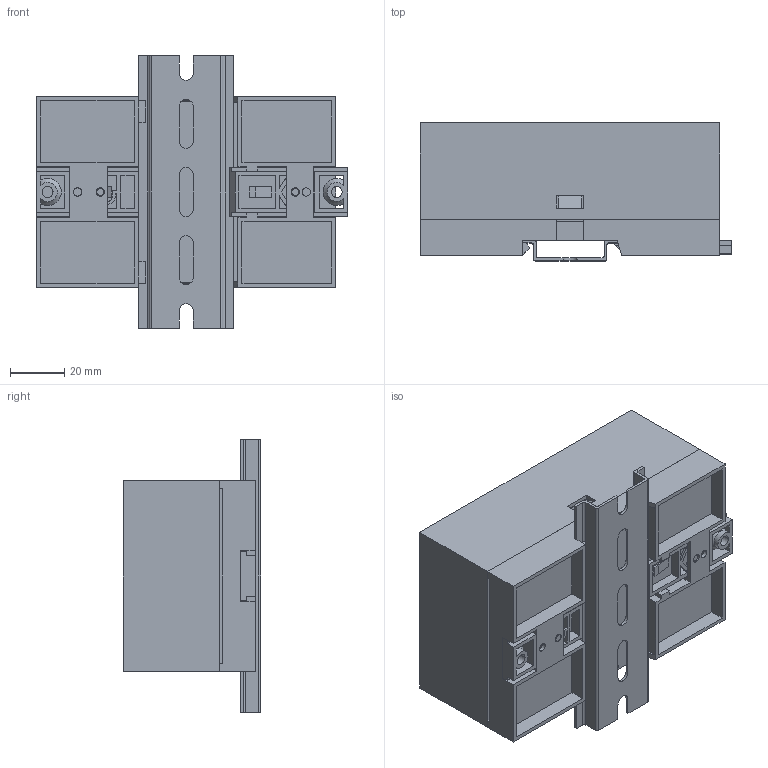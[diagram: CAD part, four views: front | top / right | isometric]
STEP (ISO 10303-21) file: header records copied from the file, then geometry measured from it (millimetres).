
FILE_DESCRIPTION (( 'STEP AP214' ), '1' );
FILE_NAME ('CEC-70.STEP', '2024-02-24T07:24:21', ( '' ), ( '' ), 'SwSTEP 2.0', 'SolidWorks 2017', '' );
FILE_SCHEMA (( 'AUTOMOTIVE_DESIGN' ));
Length unit declared in the file: millimetre
Products named in the file (10): Screw-smallest; CECP-70; CEC-70; Clip-Small; Clip-Big; TopCover-CECC-70; Rail-35; Screw-small; Base PCB-MDP-70-01; Base plate - MDB-70 - New
Assembly tree (13 placements, depth 2):
  CEC-70
    Base plate - MDB-70 - New
    Clip-Small
    Clip-Big
    Base PCB-MDP-70-01
    Screw-small  x2
    Rail-35
    Screw-smallest  x4
    TopCover-CECC-70
    CECP-70
Bounding box: 114.3 x 50.55 x 100 mm (x, y, z)
Volume: 79257.5 mm3; surface area: 110990.7 mm2
Topology: 13 solids, 13 shells, 602 faces, 1624 edges, 1054 vertices
Faces by surface type: plane 417, cylinder 107, cone 40, torus 22, bspline 16
Entity records: 16134 total; most frequent: CARTESIAN_POINT 3030, ORIENTED_EDGE 2708, DIRECTION 2512, EDGE_CURVE 1354, VECTOR 1090, LINE 1090, VERTEX_POINT 887, AXIS2_PLACEMENT_3D 711
